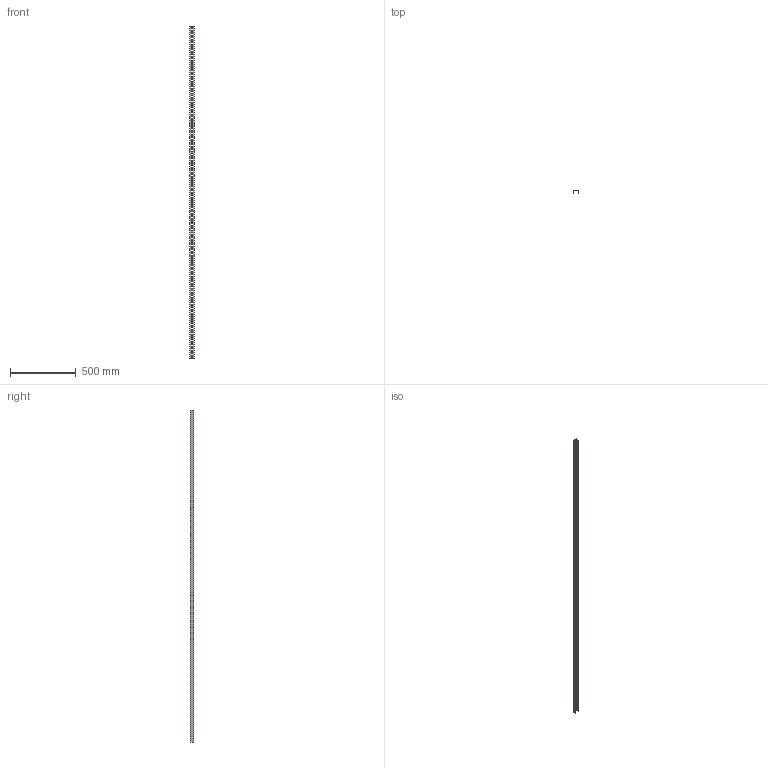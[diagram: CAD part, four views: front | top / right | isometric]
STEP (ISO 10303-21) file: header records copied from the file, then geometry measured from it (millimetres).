
FILE_DESCRIPTION(/* description */ (''),/* implementation_level */ '2;1');
FILE_NAME(/* name */ 'P23-35-1.5-2500.ipt.stp',/* time_stamp */ '2023-05-18T10:59:03+03:00',/* author */ ('Ртищев А. О.'),/* organization */ (''),/* preprocessor_version */ 'ST-DEVELOPER v19.2',/* originating_system */ 'Autodesk Inventor 2023',/* authorisation */ '');
FILE_SCHEMA (('AUTOMOTIVE_DESIGN { 1 0 10303 214 3 1 1 }'));
Length unit declared in the file: millimetre
Products named in the file (1): P23-35-1.5-2500
Bounding box: 35 x 23 x 2520 mm (x, y, z)
Volume: 266628 mm3; surface area: 370424.8 mm2
Topology: 1 solids, 1 shells, 270 faces, 804 edges, 536 vertices
Faces by surface type: plane 144, cylinder 126
Entity records: 9685 total; most frequent: CARTESIAN_POINT 1611, ORIENTED_EDGE 1608, DIRECTION 1598, EDGE_CURVE 804, LINE 552, VECTOR 552, VERTEX_POINT 536, AXIS2_PLACEMENT_3D 523
